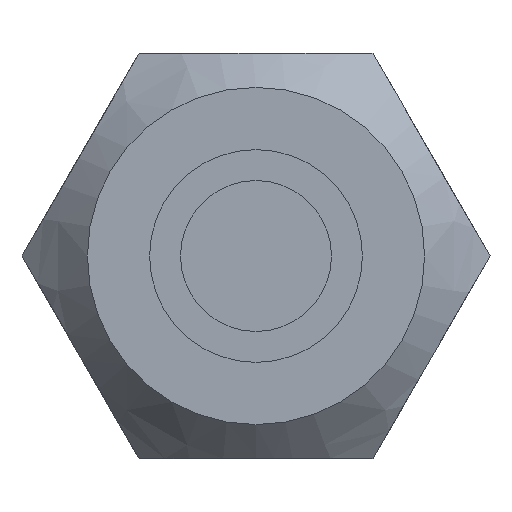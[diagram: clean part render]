
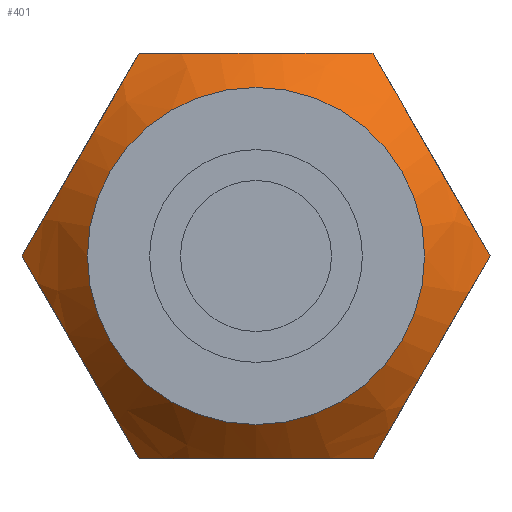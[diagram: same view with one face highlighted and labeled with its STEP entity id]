
A CAD part, left-side view. The second image highlights one B-rep face of the part: STEP entity #401.
In plain terms, the highlighted conical face has half-angle 45 degrees and reference radius 10.425 mm.
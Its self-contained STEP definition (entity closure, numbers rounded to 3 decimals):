
#52=FACE_OUTER_BOUND('',#78,.T.);
#78=EDGE_LOOP('',(#283,#284,#285,#286,#287,#288,#289,#290,#291,#292));
#113=(
BOUNDED_CURVE()
B_SPLINE_CURVE(2,(#622,#623,#624),.UNSPECIFIED.,.F.,.F.)
B_SPLINE_CURVE_WITH_KNOTS((3,3),(0.292,0.938),
 .UNSPECIFIED.)
CURVE()
GEOMETRIC_REPRESENTATION_ITEM()
RATIONAL_B_SPLINE_CURVE((1.094,1.178,1.178))
REPRESENTATION_ITEM('')
);
#114=(
BOUNDED_CURVE()
B_SPLINE_CURVE(2,(#626,#627,#628),.UNSPECIFIED.,.F.,.F.)
B_SPLINE_CURVE_WITH_KNOTS((3,3),(0.292,1.583),
 .UNSPECIFIED.)
CURVE()
GEOMETRIC_REPRESENTATION_ITEM()
RATIONAL_B_SPLINE_CURVE((1.094,1.263,1.094))
REPRESENTATION_ITEM('')
);
#115=(
BOUNDED_CURVE()
B_SPLINE_CURVE(2,(#630,#631,#632),.UNSPECIFIED.,.F.,.F.)
B_SPLINE_CURVE_WITH_KNOTS((3,3),(0.292,1.583),
 .UNSPECIFIED.)
CURVE()
GEOMETRIC_REPRESENTATION_ITEM()
RATIONAL_B_SPLINE_CURVE((1.094,1.263,1.094))
REPRESENTATION_ITEM('')
);
#116=(
BOUNDED_CURVE()
B_SPLINE_CURVE(2,(#634,#635,#636),.UNSPECIFIED.,.F.,.F.)
B_SPLINE_CURVE_WITH_KNOTS((3,3),(0.292,1.583),
 .UNSPECIFIED.)
CURVE()
GEOMETRIC_REPRESENTATION_ITEM()
RATIONAL_B_SPLINE_CURVE((1.094,1.263,1.094))
REPRESENTATION_ITEM('')
);
#117=(
BOUNDED_CURVE()
B_SPLINE_CURVE(2,(#638,#639,#640),.UNSPECIFIED.,.F.,.F.)
B_SPLINE_CURVE_WITH_KNOTS((3,3),(0.292,1.583),
 .UNSPECIFIED.)
CURVE()
GEOMETRIC_REPRESENTATION_ITEM()
RATIONAL_B_SPLINE_CURVE((1.094,1.263,1.094))
REPRESENTATION_ITEM('')
);
#118=(
BOUNDED_CURVE()
B_SPLINE_CURVE(2,(#642,#643,#644),.UNSPECIFIED.,.F.,.F.)
B_SPLINE_CURVE_WITH_KNOTS((3,3),(0.292,1.583),
 .UNSPECIFIED.)
CURVE()
GEOMETRIC_REPRESENTATION_ITEM()
RATIONAL_B_SPLINE_CURVE((1.094,1.263,1.094))
REPRESENTATION_ITEM('')
);
#119=(
BOUNDED_CURVE()
B_SPLINE_CURVE(2,(#645,#646,#647),.UNSPECIFIED.,.F.,.F.)
B_SPLINE_CURVE_WITH_KNOTS((3,3),(0.938,1.583),
 .UNSPECIFIED.)
CURVE()
GEOMETRIC_REPRESENTATION_ITEM()
RATIONAL_B_SPLINE_CURVE((1.178,1.178,1.094))
REPRESENTATION_ITEM('')
);
#127=LINE('',#620,#146);
#146=VECTOR('',#498,10.425);
#165=CIRCLE('',#442,7.925);
#186=VERTEX_POINT('',#617);
#187=VERTEX_POINT('',#619);
#188=VERTEX_POINT('',#621);
#189=VERTEX_POINT('',#625);
#190=VERTEX_POINT('',#629);
#191=VERTEX_POINT('',#633);
#192=VERTEX_POINT('',#637);
#193=VERTEX_POINT('',#641);
#225=EDGE_CURVE('',#186,#186,#165,.T.);
#226=EDGE_CURVE('',#186,#187,#127,.T.);
#227=EDGE_CURVE('',#188,#187,#113,.T.);
#228=EDGE_CURVE('',#189,#188,#114,.T.);
#229=EDGE_CURVE('',#190,#189,#115,.T.);
#230=EDGE_CURVE('',#191,#190,#116,.T.);
#231=EDGE_CURVE('',#192,#191,#117,.T.);
#232=EDGE_CURVE('',#193,#192,#118,.T.);
#233=EDGE_CURVE('',#187,#193,#119,.T.);
#283=ORIENTED_EDGE('',*,*,#225,.F.);
#284=ORIENTED_EDGE('',*,*,#226,.T.);
#285=ORIENTED_EDGE('',*,*,#227,.F.);
#286=ORIENTED_EDGE('',*,*,#228,.F.);
#287=ORIENTED_EDGE('',*,*,#229,.F.);
#288=ORIENTED_EDGE('',*,*,#230,.F.);
#289=ORIENTED_EDGE('',*,*,#231,.F.);
#290=ORIENTED_EDGE('',*,*,#232,.F.);
#291=ORIENTED_EDGE('',*,*,#233,.F.);
#292=ORIENTED_EDGE('',*,*,#226,.F.);
#399=CONICAL_SURFACE('',#441,10.425,0.785);
#401=ADVANCED_FACE('',(#52),#399,.T.);
#441=AXIS2_PLACEMENT_3D('',#616,#494,#495);
#442=AXIS2_PLACEMENT_3D('',#618,#496,#497);
#494=DIRECTION('center_axis',(1.,0.,0.));
#495=DIRECTION('ref_axis',(0.,0.,1.));
#496=DIRECTION('center_axis',(-1.,0.,0.));
#497=DIRECTION('ref_axis',(0.,0.,1.));
#498=DIRECTION('',(0.707,0.,-0.707));
#616=CARTESIAN_POINT('Origin',(-103.5,-39.219,0.));
#617=CARTESIAN_POINT('',(-106.,-39.219,-7.925));
#618=CARTESIAN_POINT('Origin',(-106.,-39.219,0.));
#619=CARTESIAN_POINT('',(-104.4,-39.219,-9.525));
#620=CARTESIAN_POINT('',(-103.5,-39.219,-10.425));
#621=CARTESIAN_POINT('',(-102.927,-44.719,-9.525));
#622=CARTESIAN_POINT('Ctrl Pts',(-102.927,-44.719,-9.525));
#623=CARTESIAN_POINT('Ctrl Pts',(-104.4,-41.772,-9.525));
#624=CARTESIAN_POINT('Ctrl Pts',(-104.4,-39.219,-9.525));
#625=CARTESIAN_POINT('',(-102.927,-50.218,0.));
#626=CARTESIAN_POINT('Ctrl Pts',(-102.927,-50.218,0.));
#627=CARTESIAN_POINT('Ctrl Pts',(-105.676,-47.468,-4.762));
#628=CARTESIAN_POINT('Ctrl Pts',(-102.927,-44.719,-9.525));
#629=CARTESIAN_POINT('',(-102.927,-44.719,9.525));
#630=CARTESIAN_POINT('Ctrl Pts',(-102.927,-44.719,9.525));
#631=CARTESIAN_POINT('Ctrl Pts',(-105.676,-47.468,4.762));
#632=CARTESIAN_POINT('Ctrl Pts',(-102.927,-50.218,0.));
#633=CARTESIAN_POINT('',(-102.927,-33.72,9.525));
#634=CARTESIAN_POINT('Ctrl Pts',(-102.927,-33.72,9.525));
#635=CARTESIAN_POINT('Ctrl Pts',(-105.676,-39.219,9.525));
#636=CARTESIAN_POINT('Ctrl Pts',(-102.927,-44.719,9.525));
#637=CARTESIAN_POINT('',(-102.927,-28.221,0.));
#638=CARTESIAN_POINT('Ctrl Pts',(-102.927,-28.221,0.));
#639=CARTESIAN_POINT('Ctrl Pts',(-105.676,-30.971,4.762));
#640=CARTESIAN_POINT('Ctrl Pts',(-102.927,-33.72,9.525));
#641=CARTESIAN_POINT('',(-102.927,-33.72,-9.525));
#642=CARTESIAN_POINT('Ctrl Pts',(-102.927,-33.72,-9.525));
#643=CARTESIAN_POINT('Ctrl Pts',(-105.676,-30.971,-4.762));
#644=CARTESIAN_POINT('Ctrl Pts',(-102.927,-28.221,0.));
#645=CARTESIAN_POINT('Ctrl Pts',(-104.4,-39.219,-9.525));
#646=CARTESIAN_POINT('Ctrl Pts',(-104.4,-36.667,-9.525));
#647=CARTESIAN_POINT('Ctrl Pts',(-102.927,-33.72,-9.525));
